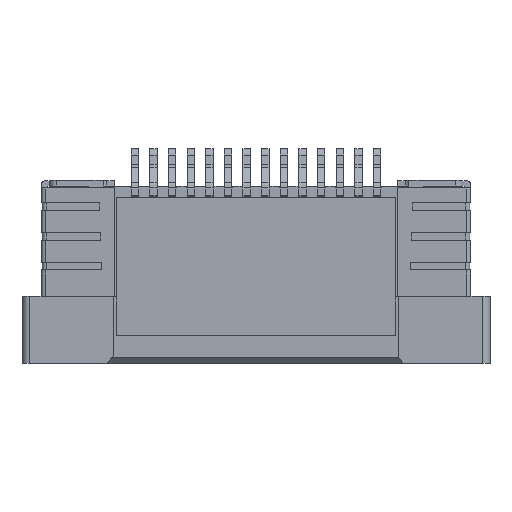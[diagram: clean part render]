
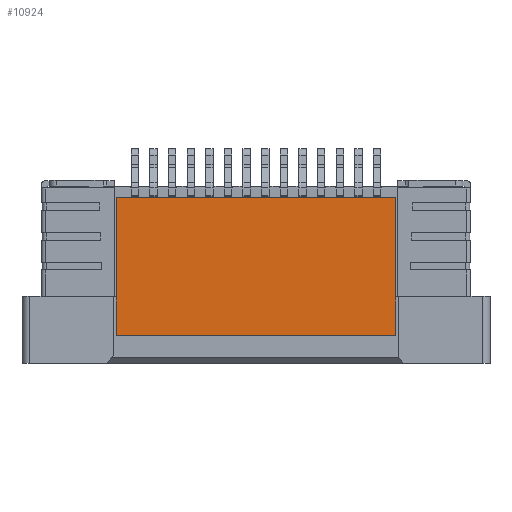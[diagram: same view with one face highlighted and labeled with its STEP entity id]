
A CAD part, top view. The second image highlights one B-rep face of the part: STEP entity #10924.
In plain terms, the highlighted planar face has unit normal (0, 0, 1).
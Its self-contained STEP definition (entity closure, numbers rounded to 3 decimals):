
#165=DIRECTION('',(-1.,0.,0.));
#166=VECTOR('',#165,7.5);
#167=CARTESIAN_POINT('',(4.25,-2.,1.));
#168=LINE('',#167,#166);
#169=DIRECTION('',(-1.,0.,0.));
#170=VECTOR('',#169,7.5);
#171=CARTESIAN_POINT('',(4.25,1.7,1.));
#172=LINE('',#171,#170);
#3866=DIRECTION('',(0.,-1.,0.));
#3867=VECTOR('',#3866,3.7);
#3868=CARTESIAN_POINT('',(4.25,1.7,1.));
#3869=LINE('',#3868,#3867);
#6667=DIRECTION('',(0.,-1.,0.));
#6668=VECTOR('',#6667,3.7);
#6669=CARTESIAN_POINT('',(-3.25,1.7,1.));
#6670=LINE('',#6669,#6668);
#8147=CARTESIAN_POINT('',(-3.25,1.7,1.));
#8148=VERTEX_POINT('',#8147);
#8149=CARTESIAN_POINT('',(-3.25,-2.,1.));
#8150=VERTEX_POINT('',#8149);
#9493=CARTESIAN_POINT('',(4.25,-2.,1.));
#9494=VERTEX_POINT('',#9493);
#9495=CARTESIAN_POINT('',(4.25,1.7,1.));
#9496=VERTEX_POINT('',#9495);
#10910=CARTESIAN_POINT('',(-1.625,-0.15,1.));
#10911=DIRECTION('',(0.,0.,1.));
#10912=DIRECTION('',(1.,0.,0.));
#10913=AXIS2_PLACEMENT_3D('',#10910,#10911,#10912);
#10914=PLANE('',#10913);
#10916=ORIENTED_EDGE('',*,*,#10915,.F.);
#10918=ORIENTED_EDGE('',*,*,#10917,.T.);
#10919=ORIENTED_EDGE('',*,*,#10900,.T.);
#10921=ORIENTED_EDGE('',*,*,#10920,.F.);
#10922=EDGE_LOOP('',(#10916,#10918,#10919,#10921));
#10923=FACE_OUTER_BOUND('',#10922,.F.);
#10900=EDGE_CURVE('',#9494,#8150,#168,.T.);
#10915=EDGE_CURVE('',#9496,#8148,#172,.T.);
#10917=EDGE_CURVE('',#9496,#9494,#3869,.T.);
#10920=EDGE_CURVE('',#8148,#8150,#6670,.T.);
#10924=ADVANCED_FACE('',(#10923),#10914,.T.);
